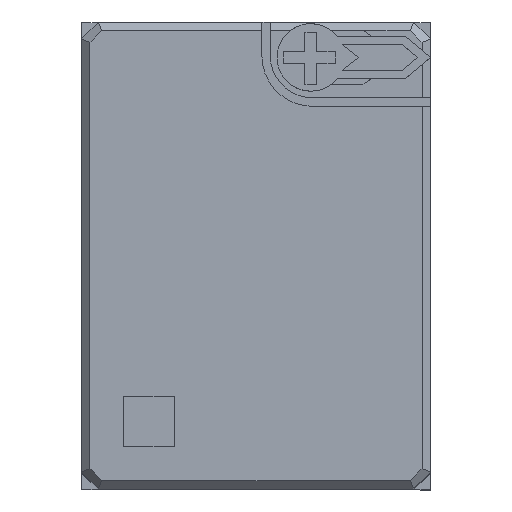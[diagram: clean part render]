
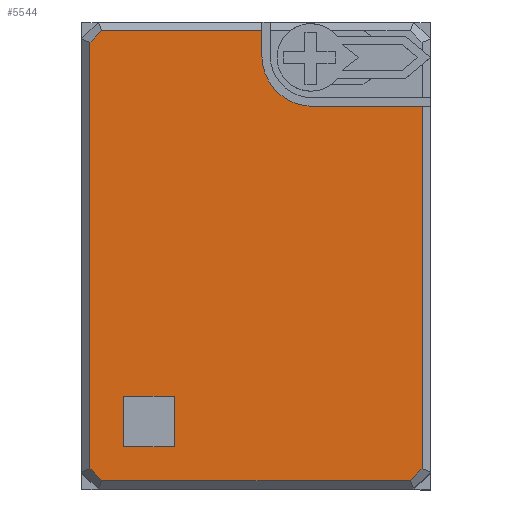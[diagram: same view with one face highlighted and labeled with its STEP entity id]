
A CAD part, top view. The second image highlights one B-rep face of the part: STEP entity #5544.
In plain terms, the highlighted planar face has unit normal (0, 0, 1).
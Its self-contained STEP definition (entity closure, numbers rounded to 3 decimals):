
#4969=CARTESIAN_POINT('',(9.85,8.85,35.213));
#4970=VERTEX_POINT('',#4969);
#4971=CARTESIAN_POINT('',(3.35,8.85,35.213));
#4972=VERTEX_POINT('',#4971);
#4973=CARTESIAN_POINT('',(9.85,8.85,35.213));
#4974=DIRECTION('',(-1.0,0.0,0.0));
#4975=VECTOR('',#4974,6.5);
#4976=LINE('',#4973,#4975);
#4977=EDGE_CURVE('',#4970,#4972,#4976,.T.);
#5017=CARTESIAN_POINT('',(0.35,11.85,35.213));
#5018=VERTEX_POINT('',#5017);
#5019=CARTESIAN_POINT('',(3.35,11.85,35.213));
#5020=DIRECTION('',(0.0,0.0,-1.));
#5021=DIRECTION('',(-0.707,-0.707,0.0));
#5022=AXIS2_PLACEMENT_3D('',#5019,#5020,#5021);
#5023=CIRCLE('',#5022,3.);
#5024=EDGE_CURVE('',#4972,#5018,#5023,.T.);
#5050=CARTESIAN_POINT('',(0.35,13.35,35.213));
#5051=VERTEX_POINT('',#5050);
#5060=CARTESIAN_POINT('',(0.35,11.85,35.213));
#5061=DIRECTION('',(0.0,1.0,0.0));
#5062=VECTOR('',#5061,1.5);
#5063=LINE('',#5060,#5062);
#5064=EDGE_CURVE('',#5018,#5051,#5063,.T.);
#5470=CARTESIAN_POINT('',(-9.143,13.35,35.213));
#5471=VERTEX_POINT('',#5470);
#5478=CARTESIAN_POINT('',(-9.143,13.35,35.213));
#5479=DIRECTION('',(1.0,0.0,0.0));
#5480=VECTOR('',#5479,9.493);
#5481=LINE('',#5478,#5480);
#5482=EDGE_CURVE('',#5471,#5051,#5481,.T.);
#5487=CARTESIAN_POINT('',(0.0,0.,35.213));
#5488=DIRECTION('',(0.0,0.0,1.0));
#5489=DIRECTION('',(1.0,0.0,0.0));
#5490=AXIS2_PLACEMENT_3D('',#5487,#5488,#5489);
#5491=PLANE('',#5490);
#5492=ORIENTED_EDGE('',*,*,#5064,.T.);
#5493=ORIENTED_EDGE('',*,*,#5482,.F.);
#5494=CARTESIAN_POINT('',(-9.85,12.643,35.213));
#5495=VERTEX_POINT('',#5494);
#5496=CARTESIAN_POINT('',(-9.85,12.643,35.213));
#5497=DIRECTION('',(0.707,0.707,0.0));
#5498=VECTOR('',#5497,1.);
#5499=LINE('',#5496,#5498);
#5500=EDGE_CURVE('',#5495,#5471,#5499,.T.);
#5501=ORIENTED_EDGE('',*,*,#5500,.F.);
#5502=CARTESIAN_POINT('',(-9.85,-12.643,35.213));
#5503=VERTEX_POINT('',#5502);
#5504=CARTESIAN_POINT('',(-9.85,-12.643,35.213));
#5505=DIRECTION('',(0.0,1.0,0.0));
#5506=VECTOR('',#5505,25.286);
#5507=LINE('',#5504,#5506);
#5508=EDGE_CURVE('',#5503,#5495,#5507,.T.);
#5509=ORIENTED_EDGE('',*,*,#5508,.F.);
#5510=CARTESIAN_POINT('',(-9.143,-13.35,35.213));
#5511=VERTEX_POINT('',#5510);
#5512=CARTESIAN_POINT('',(-9.143,-13.35,35.213));
#5513=DIRECTION('',(-0.707,0.707,0.0));
#5514=VECTOR('',#5513,1.);
#5515=LINE('',#5512,#5514);
#5516=EDGE_CURVE('',#5511,#5503,#5515,.T.);
#5517=ORIENTED_EDGE('',*,*,#5516,.F.);
#5518=CARTESIAN_POINT('',(9.143,-13.35,35.213));
#5519=VERTEX_POINT('',#5518);
#5520=CARTESIAN_POINT('',(9.143,-13.35,35.213));
#5521=DIRECTION('',(-1.0,0.0,0.0));
#5522=VECTOR('',#5521,18.286);
#5523=LINE('',#5520,#5522);
#5524=EDGE_CURVE('',#5519,#5511,#5523,.T.);
#5525=ORIENTED_EDGE('',*,*,#5524,.F.);
#5526=CARTESIAN_POINT('',(9.85,-12.643,35.213));
#5527=VERTEX_POINT('',#5526);
#5528=CARTESIAN_POINT('',(9.85,-12.643,35.213));
#5529=DIRECTION('',(-0.707,-0.707,0.0));
#5530=VECTOR('',#5529,1.);
#5531=LINE('',#5528,#5530);
#5532=EDGE_CURVE('',#5527,#5519,#5531,.T.);
#5533=ORIENTED_EDGE('',*,*,#5532,.F.);
#5534=CARTESIAN_POINT('',(9.85,8.85,35.213));
#5535=DIRECTION('',(0.0,-1.0,0.0));
#5536=VECTOR('',#5535,21.493);
#5537=LINE('',#5534,#5536);
#5538=EDGE_CURVE('',#4970,#5527,#5537,.T.);
#5539=ORIENTED_EDGE('',*,*,#5538,.F.);
#5540=ORIENTED_EDGE('',*,*,#4977,.T.);
#5541=ORIENTED_EDGE('',*,*,#5024,.T.);
#5542=EDGE_LOOP('',(#5492,#5493,#5501,#5509,#5517,#5525,#5533,#5539,#5540,#5541));
#5543=FACE_OUTER_BOUND('',#5542,.T.);
#5544=ADVANCED_FACE('',(#5543),#5491,.T.);
